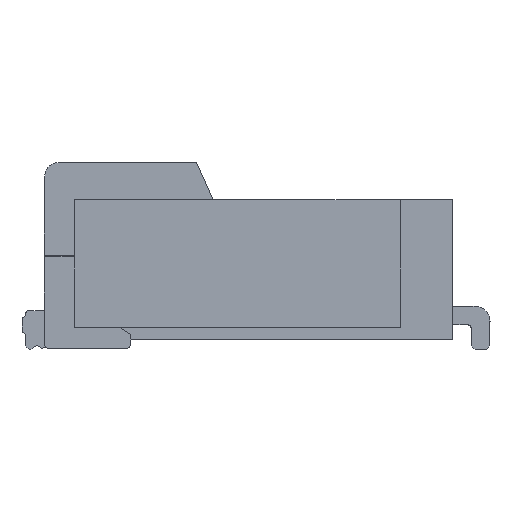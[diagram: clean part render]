
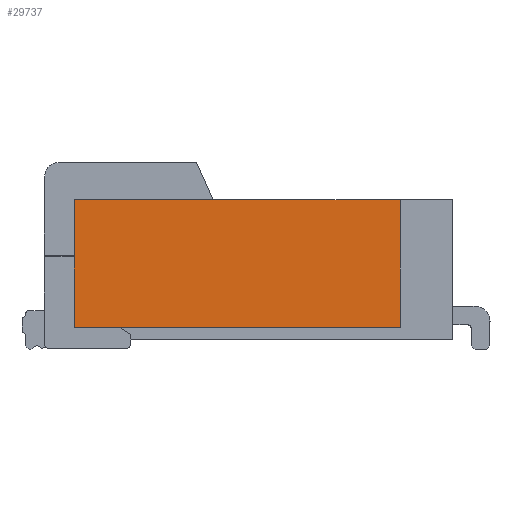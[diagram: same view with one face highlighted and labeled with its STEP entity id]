
A CAD part, left-side view. The second image highlights one B-rep face of the part: STEP entity #29737.
In plain terms, the highlighted planar face has unit normal (-1, 0, 0).
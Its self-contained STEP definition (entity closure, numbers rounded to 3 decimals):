
#29619=CARTESIAN_POINT('',(-12.,2.325,0.3));
#29620=VERTEX_POINT('',#29619);
#29627=CARTESIAN_POINT('',(-12.,2.325,2.));
#29628=VERTEX_POINT('',#29627);
#29629=CARTESIAN_POINT('',(-12.,2.325,2.));
#29630=DIRECTION('',(0.0,0.0,-1.0));
#29631=VECTOR('',#29630,1.7);
#29632=LINE('',#29629,#29631);
#29633=EDGE_CURVE('',#29628,#29620,#29632,.T.);
#29665=CARTESIAN_POINT('',(-12.,-2.025,0.3));
#29666=VERTEX_POINT('',#29665);
#29673=CARTESIAN_POINT('',(-12.,2.325,0.3));
#29674=DIRECTION('',(0.0,-1.0,0.0));
#29675=VECTOR('',#29674,4.35);
#29676=LINE('',#29673,#29675);
#29677=EDGE_CURVE('',#29620,#29666,#29676,.T.);
#29714=CARTESIAN_POINT('',(-12.,-2.242,0.215));
#29715=DIRECTION('',(-1.0,0.0,0.0));
#29716=DIRECTION('',(0.0,0.0,-1.0));
#29717=AXIS2_PLACEMENT_3D('',#29714,#29715,#29716);
#29718=PLANE('',#29717);
#29719=ORIENTED_EDGE('',*,*,#29677,.T.);
#29720=CARTESIAN_POINT('',(-12.,-2.025,2.));
#29721=VERTEX_POINT('',#29720);
#29722=CARTESIAN_POINT('',(-12.,-2.025,0.3));
#29723=DIRECTION('',(0.0,0.0,1.0));
#29724=VECTOR('',#29723,1.7);
#29725=LINE('',#29722,#29724);
#29726=EDGE_CURVE('',#29666,#29721,#29725,.T.);
#29727=ORIENTED_EDGE('',*,*,#29726,.T.);
#29728=CARTESIAN_POINT('',(-12.,2.325,2.));
#29729=DIRECTION('',(0.0,-1.0,0.0));
#29730=VECTOR('',#29729,4.35);
#29731=LINE('',#29728,#29730);
#29732=EDGE_CURVE('',#29628,#29721,#29731,.T.);
#29733=ORIENTED_EDGE('',*,*,#29732,.F.);
#29734=ORIENTED_EDGE('',*,*,#29633,.T.);
#29735=EDGE_LOOP('',(#29719,#29727,#29733,#29734));
#29736=FACE_OUTER_BOUND('',#29735,.T.);
#29737=ADVANCED_FACE('',(#29736),#29718,.T.);
